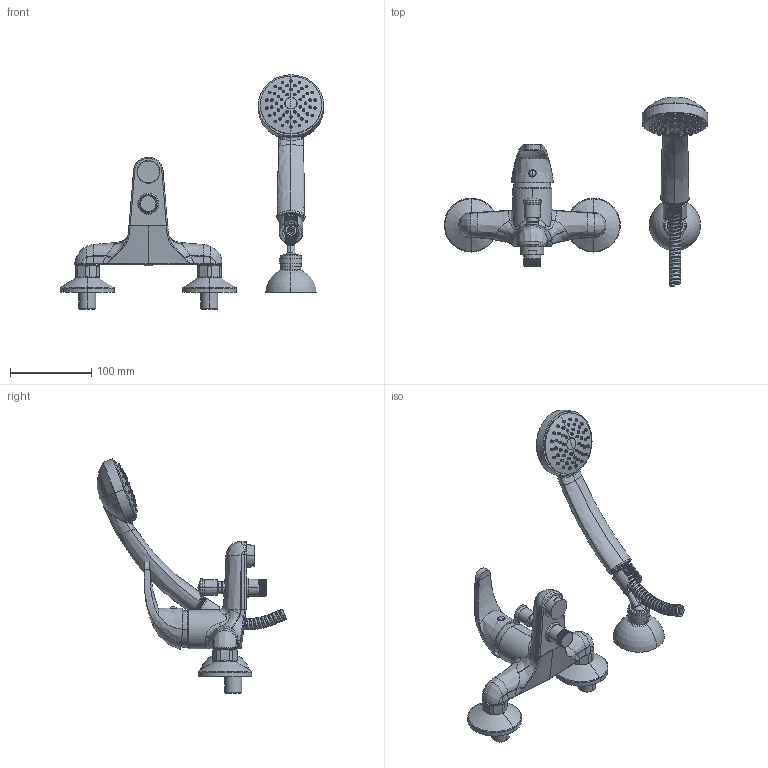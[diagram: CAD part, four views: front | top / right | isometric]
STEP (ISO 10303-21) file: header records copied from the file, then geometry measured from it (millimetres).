
FILE_DESCRIPTION((''),'2;1');
FILE_NAME('PE024CR_SW0001','2024-09-23T14:12:04',('alberto.gaboardi'),('PAFFONI SpA'),'CREO PARAMETRIC BY PTC INC, 2022124','CREO PARAMETRIC BY PTC INC, 2022124','');
FILE_SCHEMA(('CONFIG_CONTROL_DESIGN','SHAPE_APPEARANCE_LAYERS_GROUPS'));
Products named in the file (1): PE024CR_SW0001
Bounding box: 323.23 x 232.53 x 287.63 mm (x, y, z)
Volume: 758712.5 mm3; surface area: 155685.9 mm2
Topology: 4 solids, 5 shells, 1184 faces, 3098 edges, 1983 vertices
Faces by surface type: plane 374, cylinder 258, bspline 206, cone 177, torus 151, sphere 18
Entity records: 95059 total; most frequent: CARTESIAN_POINT 58788, ORIENTED_EDGE 6172, DIRECTION 5478, EDGE_CURVE 3086, AXIS2_PLACEMENT_3D 2133, VERTEX_POINT 1983, EDGE_LOOP 1277, VECTOR 1212
